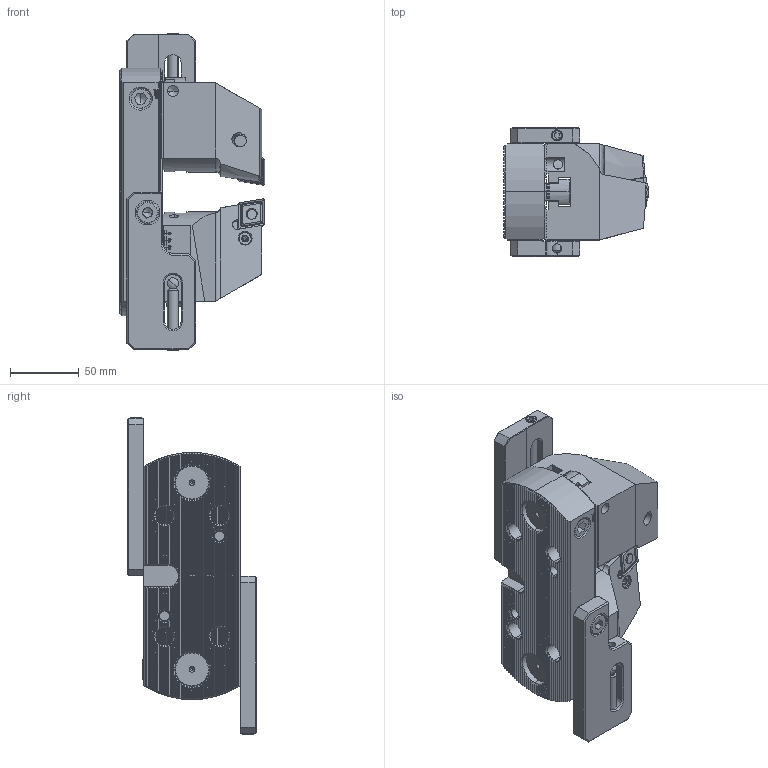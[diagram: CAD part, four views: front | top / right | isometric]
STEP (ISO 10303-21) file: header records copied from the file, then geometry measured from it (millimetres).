
FILE_DESCRIPTION (( 'STEP AP203' ), '1' );
FILE_NAME ('VK1-ER7.002.012.STEP', '2017-11-20T16:00:58', ( 'SWIAdmin' ), ( 'Hewlett-Packard Company' ), 'SwSTEP 2.0', 'SolidWorks 2017', '' );
FILE_SCHEMA (( 'CONFIG_CONTROL_DESIGN' ));
Length unit declared in the file: millimetre
Products named in the file (22): Ko1-VK1.180.030_C; ISO 4026 - M8 x 45; WCF; VK1-ER1.001.030_A; DIN 7984 - M10 x 16; WCF-ER1.101.000; VK1-ER2.001.044_A; VK1-ER7.002.012_mit langer Schraube; WCF-ER2.101.004_A; VK1-ER2.101.010_A; VK1-ER3.001.028_A; CNMG190612; VK1-ER2.201.010_A_gespannt; VK1-ER7.002.012; ISO 8734 - 8 x 20 m6; VK1-ER2.201.010_A_vorgespannt; VK1-WCF.101.075_zum šberdrehen; VK1-WCF.101.075_A; VK1-ER7.002.012_C; WCF-ER4.101.027_A; ISO 8734 - 6 x 14; WCF-ER3.101.000_A
Assembly tree (28 placements, depth 4):
  VK1-ER7.002.012
    Ko1-VK1.180.030_C
    VK1-ER1.001.030_A  x2
    VK1-ER2.001.044_A  x2
    VK1-ER2.101.010_A  x2
    VK1-ER2.201.010_A_gespannt
    VK1-ER2.201.010_A_vorgespannt
    VK1-WCF.101.075_zum šberdrehen  x2
      VK1-WCF.101.075_A
      WCF
        WCF-ER4.101.027_A
        WCF-ER3.101.000_A
      WCF-ER1.101.000
      WCF-ER2.101.004_A
      CNMG190612
      ISO 8734 - 8 x 20 m6
    VK1-ER7.002.012_mit langer Schraube  x2
      VK1-ER7.002.012_C
      ISO 8734 - 6 x 14
      ISO 4026 - M8 x 45
      DIN 7984 - M10 x 16
    VK1-ER3.001.028_A  x2
Bounding box: 105.8 x 94 x 231 mm (x, y, z)
Volume: 842423.8 mm3; surface area: 188691.3 mm2
Topology: 35 solids, 35 shells, 2985 faces, 8077 edges, 5168 vertices
Faces by surface type: plane 1719, cylinder 629, cone 297, bspline 282, torus 42, sphere 16
Entity records: 89776 total; most frequent: CARTESIAN_POINT 37283, ORIENTED_EDGE 11700, DIRECTION 8580, EDGE_CURVE 5850, VERTEX_POINT 3799, AXIS2_PLACEMENT_3D 2908, VECTOR 2764, LINE 2764
